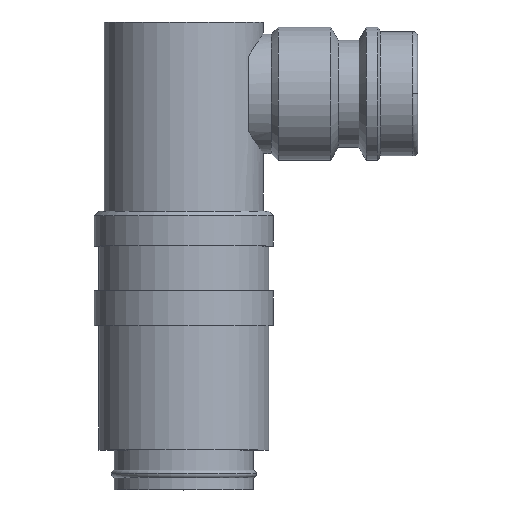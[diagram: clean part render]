
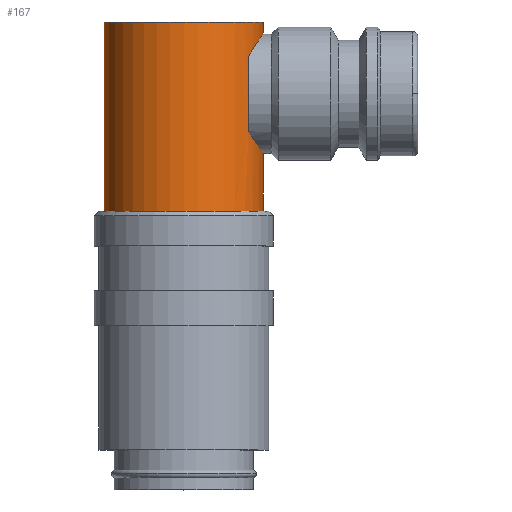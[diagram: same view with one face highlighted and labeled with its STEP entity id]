
A CAD part, top view. The second image highlights one B-rep face of the part: STEP entity #167.
In plain terms, the highlighted cylindrical face has radius 8 mm (diameter 16 mm), a partial arc.
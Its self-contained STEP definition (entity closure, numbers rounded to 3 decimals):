
#167=ADVANCED_FACE('',(#344),#345,.T.);
#344=FACE_OUTER_BOUND('',#523,.T.);
#345=CYLINDRICAL_SURFACE('',#524,8.0);
#523=EDGE_LOOP('',(#928,#929,#930,#931,#932,#933,#934,#935));
#524=AXIS2_PLACEMENT_3D('',#936,#937,#938);
#928=ORIENTED_EDGE('',*,*,#1160,.T.);
#929=ORIENTED_EDGE('',*,*,#1050,.T.);
#930=ORIENTED_EDGE('',*,*,#1175,.T.);
#931=ORIENTED_EDGE('',*,*,#1048,.T.);
#932=ORIENTED_EDGE('',*,*,#1163,.T.);
#933=ORIENTED_EDGE('',*,*,#1176,.F.);
#934=ORIENTED_EDGE('',*,*,#1161,.T.);
#935=ORIENTED_EDGE('',*,*,#1066,.F.);
#936=CARTESIAN_POINT('',(0.0,36.075,0.0));
#937=DIRECTION('',(-0.0,1.0,0.0));
#938=DIRECTION('',(1.0,0.0,0.0));
#1048=EDGE_CURVE('',#1247,#1245,#1248,.T.);
#1050=EDGE_CURVE('',#1251,#1249,#1252,.T.);
#1066=EDGE_CURVE('',#1273,#1272,#1275,.T.);
#1160=EDGE_CURVE('',#1273,#1251,#1400,.T.);
#1161=EDGE_CURVE('',#1401,#1272,#1402,.T.);
#1163=EDGE_CURVE('',#1245,#1403,#1405,.T.);
#1175=EDGE_CURVE('',#1249,#1247,#1420,.T.);
#1176=EDGE_CURVE('',#1401,#1403,#1421,.T.);
#1245=VERTEX_POINT('',#1500);
#1247=VERTEX_POINT('',#1503);
#1248=B_SPLINE_CURVE_WITH_KNOTS('',3,(#1504,#1505,#1506,#1507,#1508,#1509,#1510,#1511,#1512,#1513,#1514,#1515,#1516,#1517,#1518,#1519,#1520,#1521,#1522,#1523,#1524,#1525,#1526,#1527,#1528,#1529),.UNSPECIFIED.,.F.,.F.,(4,2,2,2,2,2,2,2,2,2,2,2,4),(2.101,3.152,4.202,5.147,6.093,7.038,7.983,8.929,9.874,10.819,11.765,12.815,13.866),.UNSPECIFIED.);
#1249=VERTEX_POINT('',#1530);
#1251=VERTEX_POINT('',#1532);
#1252=B_SPLINE_CURVE_WITH_KNOTS('',3,(#1533,#1534,#1535,#1536,#1537,#1538,#1539,#1540,#1541,#1542,#1543,#1544,#1545,#1546,#1547,#1548,#1549,#1550,#1551,#1552,#1553,#1554,#1555,#1556,#1557,#1558),.UNSPECIFIED.,.F.,.F.,(4,2,2,2,2,2,2,2,2,2,2,2,4),(2.101,3.152,4.202,5.147,6.093,7.038,7.983,8.929,9.874,10.819,11.765,12.815,13.866),.UNSPECIFIED.);
#1272=VERTEX_POINT('',#1581);
#1273=VERTEX_POINT('',#1582);
#1275=CIRCLE('',#1584,8.0);
#1400=LINE('',#1881,#1882);
#1401=VERTEX_POINT('',#1883);
#1402=LINE('',#1884,#1885);
#1403=VERTEX_POINT('',#1886);
#1405=LINE('',#1888,#1889);
#1420=LINE('',#1906,#1907);
#1421=CIRCLE('',#1908,8.0);
#1500=CARTESIAN_POINT('',(8.0,45.8,0.));
#1503=CARTESIAN_POINT('',(6.5,43.575,4.664));
#1504=CARTESIAN_POINT('',(6.27,43.163,4.969));
#1505=CARTESIAN_POINT('',(6.422,43.446,4.777));
#1506=CARTESIAN_POINT('',(6.578,43.713,4.561));
#1507=CARTESIAN_POINT('',(6.879,44.2,4.093));
#1508=CARTESIAN_POINT('',(7.024,44.421,3.841));
#1509=CARTESIAN_POINT('',(7.271,44.789,3.346));
#1510=CARTESIAN_POINT('',(7.387,44.955,3.086));
#1511=CARTESIAN_POINT('',(7.596,45.251,2.528));
#1512=CARTESIAN_POINT('',(7.69,45.38,2.229));
#1513=CARTESIAN_POINT('',(7.843,45.589,1.609));
#1514=CARTESIAN_POINT('',(7.902,45.669,1.287));
#1515=CARTESIAN_POINT('',(7.981,45.775,0.64));
#1516=CARTESIAN_POINT('',(8.0,45.8,0.315));
#1517=CARTESIAN_POINT('',(8.0,45.8,-0.315));
#1518=CARTESIAN_POINT('',(7.981,45.775,-0.64));
#1519=CARTESIAN_POINT('',(7.902,45.669,-1.287));
#1520=CARTESIAN_POINT('',(7.843,45.589,-1.609));
#1521=CARTESIAN_POINT('',(7.69,45.38,-2.229));
#1522=CARTESIAN_POINT('',(7.596,45.251,-2.528));
#1523=CARTESIAN_POINT('',(7.387,44.955,-3.086));
#1524=CARTESIAN_POINT('',(7.271,44.789,-3.346));
#1525=CARTESIAN_POINT('',(7.024,44.421,-3.841));
#1526=CARTESIAN_POINT('',(6.879,44.2,-4.093));
#1527=CARTESIAN_POINT('',(6.578,43.713,-4.561));
#1528=CARTESIAN_POINT('',(6.422,43.446,-4.777));
#1529=CARTESIAN_POINT('',(6.27,43.163,-4.969));
#1530=CARTESIAN_POINT('',(6.5,36.025,4.664));
#1532=CARTESIAN_POINT('',(8.0,33.8,0.));
#1533=CARTESIAN_POINT('',(6.27,36.437,-4.969));
#1534=CARTESIAN_POINT('',(6.422,36.154,-4.777));
#1535=CARTESIAN_POINT('',(6.578,35.887,-4.561));
#1536=CARTESIAN_POINT('',(6.879,35.4,-4.093));
#1537=CARTESIAN_POINT('',(7.024,35.179,-3.841));
#1538=CARTESIAN_POINT('',(7.271,34.811,-3.346));
#1539=CARTESIAN_POINT('',(7.387,34.645,-3.086));
#1540=CARTESIAN_POINT('',(7.596,34.349,-2.528));
#1541=CARTESIAN_POINT('',(7.69,34.22,-2.229));
#1542=CARTESIAN_POINT('',(7.843,34.011,-1.609));
#1543=CARTESIAN_POINT('',(7.902,33.931,-1.287));
#1544=CARTESIAN_POINT('',(7.981,33.825,-0.64));
#1545=CARTESIAN_POINT('',(8.0,33.8,-0.315));
#1546=CARTESIAN_POINT('',(8.0,33.8,0.315));
#1547=CARTESIAN_POINT('',(7.981,33.825,0.64));
#1548=CARTESIAN_POINT('',(7.902,33.931,1.287));
#1549=CARTESIAN_POINT('',(7.843,34.011,1.609));
#1550=CARTESIAN_POINT('',(7.69,34.22,2.229));
#1551=CARTESIAN_POINT('',(7.596,34.349,2.528));
#1552=CARTESIAN_POINT('',(7.387,34.645,3.086));
#1553=CARTESIAN_POINT('',(7.271,34.811,3.346));
#1554=CARTESIAN_POINT('',(7.024,35.179,3.841));
#1555=CARTESIAN_POINT('',(6.879,35.4,4.093));
#1556=CARTESIAN_POINT('',(6.578,35.887,4.561));
#1557=CARTESIAN_POINT('',(6.422,36.154,4.777));
#1558=CARTESIAN_POINT('',(6.27,36.437,4.969));
#1581=CARTESIAN_POINT('',(-8.0,28.0,0.));
#1582=CARTESIAN_POINT('',(8.0,28.0,0.));
#1584=AXIS2_PLACEMENT_3D('',#2007,#2008,#2009);
#1881=CARTESIAN_POINT('',(8.0,36.075,0.));
#1882=VECTOR('',#2137,1.0);
#1883=CARTESIAN_POINT('',(-8.0,47.0,0.));
#1884=CARTESIAN_POINT('',(-8.0,36.075,0.));
#1885=VECTOR('',#2138,1.0);
#1886=CARTESIAN_POINT('',(8.0,47.0,0.0));
#1888=CARTESIAN_POINT('',(8.0,36.075,0.));
#1889=VECTOR('',#2142,1.0);
#1906=CARTESIAN_POINT('',(6.5,39.8,4.664));
#1907=VECTOR('',#2160,1.0);
#1908=AXIS2_PLACEMENT_3D('',#2161,#2162,#2163);
#2007=CARTESIAN_POINT('',(0.0,28.0,0.0));
#2008=DIRECTION('',(0.0,-1.0,0.0));
#2009=DIRECTION('',(1.0,0.0,0.0));
#2137=DIRECTION('',(0.0,1.0,0.0));
#2138=DIRECTION('',(-0.0,-1.0,-0.0));
#2142=DIRECTION('',(0.0,1.0,0.0));
#2160=DIRECTION('',(0.0,1.0,0.0));
#2161=CARTESIAN_POINT('',(0.0,47.0,0.0));
#2162=DIRECTION('',(-0.0,1.0,0.0));
#2163=DIRECTION('',(1.0,0.0,0.0));
